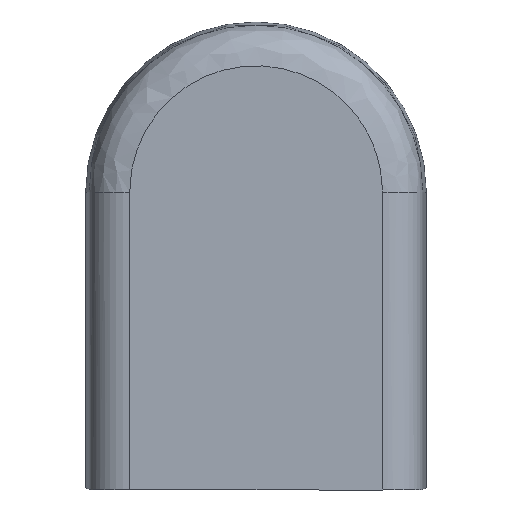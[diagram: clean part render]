
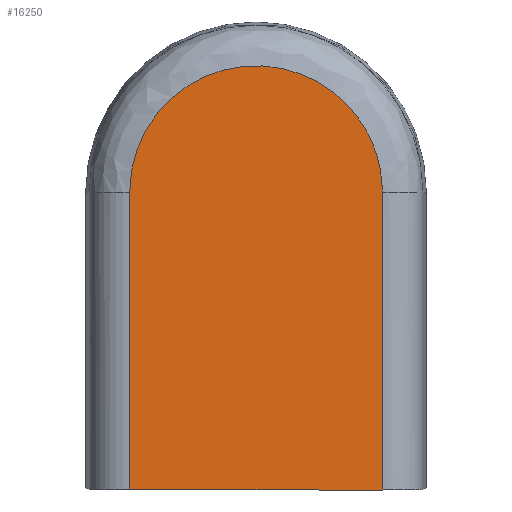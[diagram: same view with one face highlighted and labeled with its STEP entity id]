
A CAD part, top view. The second image highlights one B-rep face of the part: STEP entity #16250.
In plain terms, the highlighted planar face has unit normal (0, 0, 1).
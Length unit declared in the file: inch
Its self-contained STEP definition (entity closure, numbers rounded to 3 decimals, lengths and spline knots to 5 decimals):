
#1318 = PLANE ( 'NONE',  #24918 ) ;
#1486 = DIRECTION ( 'NONE',  ( -1., 0., 0. ) ) ;
#1791 = VERTEX_POINT ( 'NONE', #18397 ) ;
#2284 = CARTESIAN_POINT ( 'NONE',  ( -0.73711, -0.93236, 0.74409 ) ) ;
#3960 = ORIENTED_EDGE ( 'NONE', *, *, #20980, .F. ) ;
#4188 = EDGE_CURVE ( 'NONE', #1791, #7255, #21769, .T. ) ;
#4660 = DIRECTION ( 'NONE',  ( -1., 0., 0. ) ) ;
#7255 = VERTEX_POINT ( 'NONE', #15820 ) ;
#7543 = DIRECTION ( 'NONE',  ( 0., 0., -1. ) ) ;
#7704 = VECTOR ( 'NONE', #4660, 39.37008 ) ;
#7766 = ORIENTED_EDGE ( 'NONE', *, *, #20017, .F. ) ;
#8506 = CARTESIAN_POINT ( 'NONE',  ( -0.73711, -2.67046, 0.74409 ) ) ;
#9983 = VECTOR ( 'NONE', #19371, 39.37008 ) ;
#10098 = CARTESIAN_POINT ( 'NONE',  ( -0.73711, 0.54185, 0.74409 ) ) ;
#10212 = EDGE_CURVE ( 'NONE', #7255, #12261, #20369, .T. ) ;
#12048 = ORIENTED_EDGE ( 'NONE', *, *, #4188, .F. ) ;
#12261 = VERTEX_POINT ( 'NONE', #8506 ) ;
#13815 = ORIENTED_EDGE ( 'NONE', *, *, #10212, .F. ) ;
#14935 = CARTESIAN_POINT ( 'NONE',  ( -0.73711, -1.49113, 0.74409 ) ) ;
#15141 = CARTESIAN_POINT ( 'NONE',  ( 0., -1.49113, 0.74409 ) ) ;
#15206 = LINE ( 'NONE', #14935, #9983 ) ;
#15820 = CARTESIAN_POINT ( 'NONE',  ( 0.73711, -2.67046, 0.74409 ) ) ;
#16117 = CARTESIAN_POINT ( 'NONE',  ( 0.73711, -0.93236, 0.74409 ) ) ;
#16130 =( BOUNDED_CURVE ( )  B_SPLINE_CURVE ( 3, ( #2284, #10098, #16199, #16117 ),
 .UNSPECIFIED., .F., .F. ) 
 B_SPLINE_CURVE_WITH_KNOTS ( ( 4, 4 ),
 ( 0., 1. ),
 .UNSPECIFIED. ) 
 CURVE ( )  GEOMETRIC_REPRESENTATION_ITEM ( )  RATIONAL_B_SPLINE_CURVE ( ( 1., 0.333, 0.333, 1. ) ) 
 REPRESENTATION_ITEM ( '' )  );
#16199 = CARTESIAN_POINT ( 'NONE',  ( 0.73711, 0.54185, 0.74409 ) ) ;
#16250 = ADVANCED_FACE ( 'NONE', ( #18768 ), #1318, .F. ) ;
#16751 = DIRECTION ( 'NONE',  ( 0., -1., 0. ) ) ;
#16766 = CARTESIAN_POINT ( 'NONE',  ( 0., -2.67046, 0.74409 ) ) ;
#18358 = VERTEX_POINT ( 'NONE', #24447 ) ;
#18397 = CARTESIAN_POINT ( 'NONE',  ( 0.73711, -0.93236, 0.74409 ) ) ;
#18768 = FACE_OUTER_BOUND ( 'NONE', #19247, .T. ) ;
#18920 = CARTESIAN_POINT ( 'NONE',  ( 0.73711, -1.49113, 0.74409 ) ) ;
#19247 = EDGE_LOOP ( 'NONE', ( #3960, #13815, #12048, #7766 ) ) ;
#19371 = DIRECTION ( 'NONE',  ( 0., 1., 0. ) ) ;
#20017 = EDGE_CURVE ( 'NONE', #18358, #1791, #16130, .T. ) ;
#20369 = LINE ( 'NONE', #16766, #7704 ) ;
#20980 = EDGE_CURVE ( 'NONE', #12261, #18358, #15206, .T. ) ;
#21769 = LINE ( 'NONE', #18920, #22681 ) ;
#22681 = VECTOR ( 'NONE', #16751, 39.37008 ) ;
#24447 = CARTESIAN_POINT ( 'NONE',  ( -0.73711, -0.93236, 0.74409 ) ) ;
#24918 = AXIS2_PLACEMENT_3D ( 'NONE', #15141, #7543, #1486 ) ;
